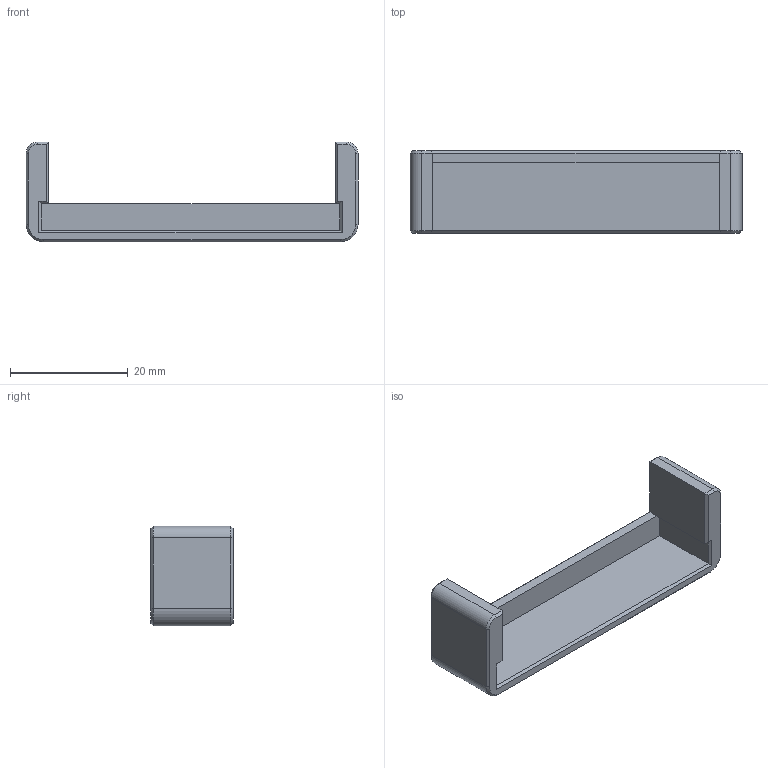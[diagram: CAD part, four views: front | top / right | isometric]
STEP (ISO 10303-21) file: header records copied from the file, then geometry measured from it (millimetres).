
FILE_DESCRIPTION(/* description */ (''),/* implementation_level */ '2;1');
FILE_SCHEMA (('AUTOMOTIVE_DESIGN { 1 0 10303 214 3 1 1 }'));
Length unit declared in the file: millimetre
Products named in the file (1): lrs_50_screw_terminal_cover
Bounding box: 56.5 x 14 x 17 mm (x, y, z)
Volume: 3391.7 mm3; surface area: 3317.2 mm2
Topology: 1 solids, 1 shells, 203 faces, 543 edges, 352 vertices
Faces by surface type: plane 105, bspline 86, cone 8, cylinder 4
Entity records: 7073 total; most frequent: CARTESIAN_POINT 2561, ORIENTED_EDGE 1086, DIRECTION 623, EDGE_CURVE 543, LINE 355, VECTOR 355, VERTEX_POINT 352, EDGE_LOOP 213
